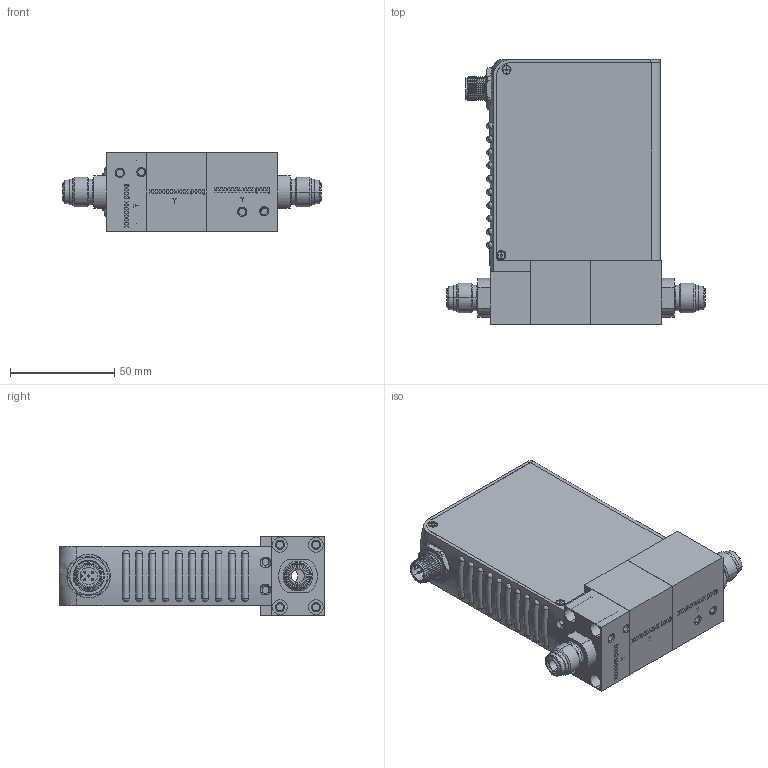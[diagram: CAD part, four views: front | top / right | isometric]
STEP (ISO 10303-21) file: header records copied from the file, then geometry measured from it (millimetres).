
FILE_DESCRIPTION (( 'STEP AP203' ), '1' );
FILE_NAME ('GF100-VX-DX.STEP', '2015-06-17T13:34:16', ( 'mrutkowski' ), ( 'Hewlett-Packard Company' ), 'SwSTEP 2.0', 'SolidWorks 2014', '' );
FILE_SCHEMA (( 'CONFIG_CONTROL_DESIGN' ));
Length unit declared in the file: inch
Products named in the file (1): GF100-VX-DX
Bounding box: 124.02 x 127 x 37.59 mm (x, y, z)
Surface area: 55086 mm2 (no closed solid volume)
Topology: 0 solids, 62 shells, 561 faces, 2685 edges, 2163 vertices
Faces by surface type: plane 230, cylinder 162, cone 82, torus 61, bspline 22, sphere 4
Entity records: 32030 total; most frequent: CARTESIAN_POINT 10968, DIRECTION 4147, ORIENTED_EDGE 3714, EDGE_CURVE 2677, VERTEX_POINT 2159, LINE 1865, VECTOR 1865, AXIS2_PLACEMENT_3D 1141
